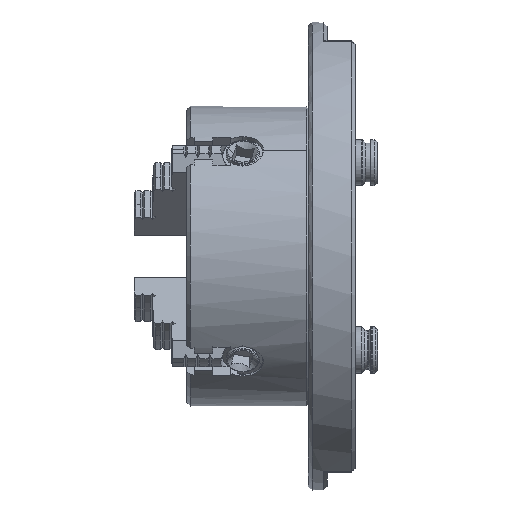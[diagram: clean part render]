
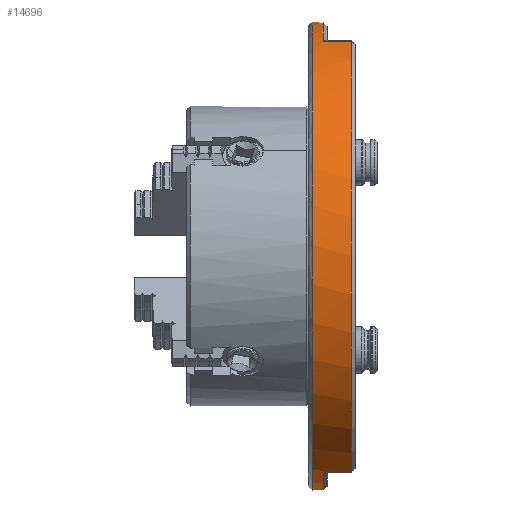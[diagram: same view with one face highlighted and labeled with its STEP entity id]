
A CAD part, left-side view. The second image highlights one B-rep face of the part: STEP entity #14696.
In plain terms, the highlighted cylindrical face has radius 125 mm (diameter 250 mm), a full revolution.
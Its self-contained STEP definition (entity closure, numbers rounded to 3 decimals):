
#512 = LINE ( 'NONE', #53988, #45562 ) ;
#966 = DIRECTION ( 'NONE',  ( 0., -1., 0. ) ) ;
#1146 = VECTOR ( 'NONE', #51922, 1000. ) ;
#1627 = CARTESIAN_POINT ( 'NONE',  ( 0., 2., 0. ) ) ;
#1698 = DIRECTION ( 'NONE',  ( 0., -1., 0. ) ) ;
#2401 = DIRECTION ( 'NONE',  ( 0., 0., 1. ) ) ;
#4711 = CARTESIAN_POINT ( 'NONE',  ( 0., 17., 0. ) ) ;
#4791 = VERTEX_POINT ( 'NONE', #7781 ) ;
#5247 = DIRECTION ( 'NONE',  ( 0., 1., 0. ) ) ;
#6531 = CARTESIAN_POINT ( 'NONE',  ( -49.479, 2., 114.79 ) ) ;
#6569 = AXIS2_PLACEMENT_3D ( 'NONE', #37944, #18813, #2401 ) ;
#7781 = CARTESIAN_POINT ( 'NONE',  ( -49.479, 17., 114.79 ) ) ;
#8083 = EDGE_CURVE ( 'NONE', #4791, #32514, #43751, .T. ) ;
#8351 = FACE_OUTER_BOUND ( 'NONE', #53787, .T. ) ;
#8738 = ORIENTED_EDGE ( 'NONE', *, *, #23662, .T. ) ;
#8752 = ORIENTED_EDGE ( 'NONE', *, *, #10315, .T. ) ;
#9793 = EDGE_CURVE ( 'NONE', #29752, #4791, #20033, .T. ) ;
#10315 = EDGE_CURVE ( 'NONE', #17772, #44644, #52557, .T. ) ;
#11543 = ORIENTED_EDGE ( 'NONE', *, *, #8083, .T. ) ;
#12119 = ORIENTED_EDGE ( 'NONE', *, *, #53067, .T. ) ;
#12344 = CARTESIAN_POINT ( 'NONE',  ( 49.479, 2., -114.79 ) ) ;
#13515 = VERTEX_POINT ( 'NONE', #12344 ) ;
#14477 = CARTESIAN_POINT ( 'NONE',  ( 49.479, 2., 114.79 ) ) ;
#14696 = ADVANCED_FACE ( 'NONE', ( #46295, #8351 ), #29417, .T. ) ;
#16633 = DIRECTION ( 'NONE',  ( 0., -1., 0. ) ) ;
#17772 = VERTEX_POINT ( 'NONE', #45035 ) ;
#17876 = DIRECTION ( 'NONE',  ( 0., 1., 0. ) ) ;
#18039 = EDGE_CURVE ( 'NONE', #32514, #26421, #512, .T. ) ;
#18294 = DIRECTION ( 'NONE',  ( 0., 1., 0. ) ) ;
#18813 = DIRECTION ( 'NONE',  ( 0., 1., 0. ) ) ;
#19579 = VECTOR ( 'NONE', #52448, 1000. ) ;
#20033 = LINE ( 'NONE', #32299, #19579 ) ;
#21400 = DIRECTION ( 'NONE',  ( 0., 0., -1. ) ) ;
#21744 = DIRECTION ( 'NONE',  ( 0., -1., 0. ) ) ;
#23180 = CIRCLE ( 'NONE', #6569, 125. ) ;
#23662 = EDGE_CURVE ( 'NONE', #26421, #13515, #23180, .T. ) ;
#23977 = ORIENTED_EDGE ( 'NONE', *, *, #43700, .T. ) ;
#24756 = VECTOR ( 'NONE', #1698, 1000. ) ;
#25692 = CARTESIAN_POINT ( 'NONE',  ( -49.479, 2., -114.79 ) ) ;
#26421 = VERTEX_POINT ( 'NONE', #14477 ) ;
#26969 = CARTESIAN_POINT ( 'NONE',  ( 0., 23., 125. ) ) ;
#28492 = AXIS2_PLACEMENT_3D ( 'NONE', #50645, #966, #50381 ) ;
#29263 = EDGE_CURVE ( 'NONE', #44644, #47834, #40176, .T. ) ;
#29417 = CYLINDRICAL_SURFACE ( 'NONE', #28492, 125. ) ;
#29752 = VERTEX_POINT ( 'NONE', #6531 ) ;
#30456 = CARTESIAN_POINT ( 'NONE',  ( 0., 17., 0. ) ) ;
#30533 = VERTEX_POINT ( 'NONE', #26969 ) ;
#30962 = CARTESIAN_POINT ( 'NONE',  ( 49.479, 25., -114.79 ) ) ;
#31488 = LINE ( 'NONE', #30962, #1146 ) ;
#32299 = CARTESIAN_POINT ( 'NONE',  ( -49.479, 25., 114.79 ) ) ;
#32514 = VERTEX_POINT ( 'NONE', #45561 ) ;
#33566 = EDGE_CURVE ( 'NONE', #13515, #17772, #31488, .T. ) ;
#36293 = ORIENTED_EDGE ( 'NONE', *, *, #18039, .T. ) ;
#36602 = ORIENTED_EDGE ( 'NONE', *, *, #33566, .T. ) ;
#37944 = CARTESIAN_POINT ( 'NONE',  ( 0., 2., 0. ) ) ;
#38444 = EDGE_LOOP ( 'NONE', ( #23977 ) ) ;
#38765 = ORIENTED_EDGE ( 'NONE', *, *, #9793, .T. ) ;
#39117 = CARTESIAN_POINT ( 'NONE',  ( -49.479, 25., -114.79 ) ) ;
#40176 = LINE ( 'NONE', #39117, #24756 ) ;
#41626 = CARTESIAN_POINT ( 'NONE',  ( 0., 23., 0. ) ) ;
#41678 = AXIS2_PLACEMENT_3D ( 'NONE', #41626, #21744, #41891 ) ;
#41891 = DIRECTION ( 'NONE',  ( 0., 0., 1. ) ) ;
#43397 = ORIENTED_EDGE ( 'NONE', *, *, #29263, .T. ) ;
#43700 = EDGE_CURVE ( 'NONE', #30533, #30533, #46908, .T. ) ;
#43751 = CIRCLE ( 'NONE', #49848, 125. ) ;
#44644 = VERTEX_POINT ( 'NONE', #46609 ) ;
#45035 = CARTESIAN_POINT ( 'NONE',  ( 49.479, 17., -114.79 ) ) ;
#45561 = CARTESIAN_POINT ( 'NONE',  ( 49.479, 17., 114.79 ) ) ;
#45562 = VECTOR ( 'NONE', #16633, 1000. ) ;
#46295 = FACE_OUTER_BOUND ( 'NONE', #38444, .T. ) ;
#46609 = CARTESIAN_POINT ( 'NONE',  ( -49.479, 17., -114.79 ) ) ;
#46908 = CIRCLE ( 'NONE', #41678, 125. ) ;
#47379 = AXIS2_PLACEMENT_3D ( 'NONE', #4711, #5247, #21400 ) ;
#47834 = VERTEX_POINT ( 'NONE', #25692 ) ;
#48065 = CIRCLE ( 'NONE', #50673, 125. ) ;
#49848 = AXIS2_PLACEMENT_3D ( 'NONE', #30456, #17876, #51148 ) ;
#50381 = DIRECTION ( 'NONE',  ( 0., 0., -1. ) ) ;
#50645 = CARTESIAN_POINT ( 'NONE',  ( 0., 25., 0. ) ) ;
#50673 = AXIS2_PLACEMENT_3D ( 'NONE', #1627, #18294, #51560 ) ;
#51148 = DIRECTION ( 'NONE',  ( 0., 0., -1. ) ) ;
#51560 = DIRECTION ( 'NONE',  ( 0., 0., 1. ) ) ;
#51922 = DIRECTION ( 'NONE',  ( 0., 1., 0. ) ) ;
#52448 = DIRECTION ( 'NONE',  ( 0., 1., 0. ) ) ;
#52557 = CIRCLE ( 'NONE', #47379, 125. ) ;
#53067 = EDGE_CURVE ( 'NONE', #47834, #29752, #48065, .T. ) ;
#53787 = EDGE_LOOP ( 'NONE', ( #36293, #8738, #36602, #8752, #43397, #12119, #38765, #11543 ) ) ;
#53988 = CARTESIAN_POINT ( 'NONE',  ( 49.479, 25., 114.79 ) ) ;
